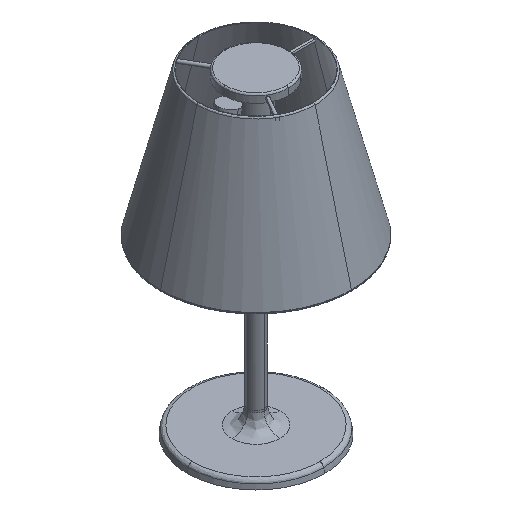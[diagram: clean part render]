
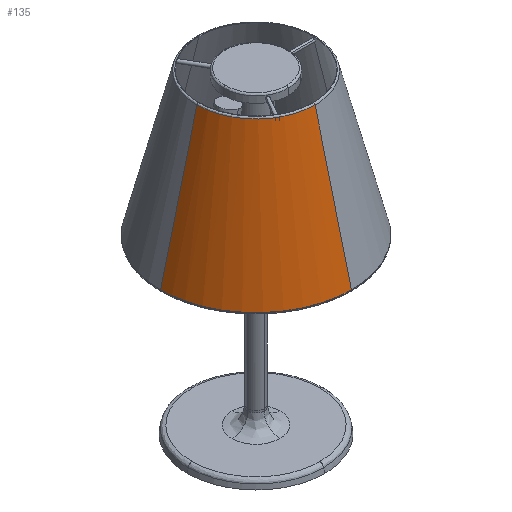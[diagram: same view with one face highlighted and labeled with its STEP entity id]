
A CAD part, isometric view. The second image highlights one B-rep face of the part: STEP entity #135.
In plain terms, the highlighted free-form (B-spline) face has degree [2, 1] with [3, 2] control points.
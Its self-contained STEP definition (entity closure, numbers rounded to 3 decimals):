
#135=ADVANCED_FACE($,(#259),#1511,.T.);
#259=FACE_OUTER_BOUND($,#383,.T.);
#383=EDGE_LOOP($,(#596,#597,#598,#599));
#596=ORIENTED_EDGE($,*,*,#1082,.F.);
#597=ORIENTED_EDGE($,*,*,#1079,.F.);
#598=ORIENTED_EDGE($,*,*,#1075,.F.);
#599=ORIENTED_EDGE($,*,*,#1064,.T.);
#1064=EDGE_CURVE($,#1325,#1333,#1654,.T.);
#1075=EDGE_CURVE($,#1325,#1338,#1663,.T.);
#1079=EDGE_CURVE($,#1338,#1340,#1667,.T.);
#1082=EDGE_CURVE($,#1340,#1333,#1670,.T.);
#1325=VERTEX_POINT($,#2439);
#1333=VERTEX_POINT($,#2447);
#1338=VERTEX_POINT($,#2452);
#1340=VERTEX_POINT($,#2454);
#1511=(
BOUNDED_SURFACE()
B_SPLINE_SURFACE(2,1,((#2417,#2418),(#2419,#2420),(#2421,#2422)),.UNSPECIFIED.,
.F.,.F.,.F.)
B_SPLINE_SURFACE_WITH_KNOTS((3,3),(2,2),(197.961,296.941),
(295.657,477.318),.UNSPECIFIED.)
GEOMETRIC_REPRESENTATION_ITEM()
RATIONAL_B_SPLINE_SURFACE(((1.,1.),(0.707,0.707),(1.,
1.)))
REPRESENTATION_ITEM($)
SURFACE()
);
#1654=(
BOUNDED_CURVE()
B_SPLINE_CURVE(1,(#2204,#2205),.UNSPECIFIED.,.F.,.F.)
B_SPLINE_CURVE_WITH_KNOTS((2,2),(-199.827,-18.166),.UNSPECIFIED.)
CURVE()
GEOMETRIC_REPRESENTATION_ITEM()
RATIONAL_B_SPLINE_CURVE((1.,1.))
REPRESENTATION_ITEM($)
);
#1663=(
BOUNDED_CURVE()
B_SPLINE_CURVE(2,(#2238,#2239,#2240),.UNSPECIFIED.,.F.,.F.)
B_SPLINE_CURVE_WITH_KNOTS((3,3),(-709.414,-532.061),.UNSPECIFIED.)
CURVE()
GEOMETRIC_REPRESENTATION_ITEM()
RATIONAL_B_SPLINE_CURVE((1.,0.707,1.))
REPRESENTATION_ITEM($)
);
#1667=(
BOUNDED_CURVE()
B_SPLINE_CURVE(1,(#2250,#2251),.UNSPECIFIED.,.F.,.F.)
B_SPLINE_CURVE_WITH_KNOTS((2,2),(-477.318,-295.657),.UNSPECIFIED.)
CURVE()
GEOMETRIC_REPRESENTATION_ITEM()
RATIONAL_B_SPLINE_CURVE((1.,1.))
REPRESENTATION_ITEM($)
);
#1670=(
BOUNDED_CURVE()
B_SPLINE_CURVE(2,(#2257,#2258,#2259),.UNSPECIFIED.,.F.,.F.)
B_SPLINE_CURVE_WITH_KNOTS((3,3),(-326.585,-217.723),.UNSPECIFIED.)
CURVE()
GEOMETRIC_REPRESENTATION_ITEM()
RATIONAL_B_SPLINE_CURVE((1.,0.707,1.))
REPRESENTATION_ITEM($)
);
#2204=CARTESIAN_POINT($,(0.,-118.238,216.918));
#2205=CARTESIAN_POINT($,(0.,-73.238,392.917));
#2238=CARTESIAN_POINT($,(0.,-118.238,216.918));
#2239=CARTESIAN_POINT($,(-118.238,-118.238,216.918));
#2240=CARTESIAN_POINT($,(-118.238,0.,216.918));
#2250=CARTESIAN_POINT($,(-118.238,0.,216.918));
#2251=CARTESIAN_POINT($,(-73.238,0.,392.917));
#2257=CARTESIAN_POINT($,(-73.238,0.,392.917));
#2258=CARTESIAN_POINT($,(-73.238,-73.238,392.917));
#2259=CARTESIAN_POINT($,(0.,-73.238,392.917));
#2417=CARTESIAN_POINT($,(0.,-73.238,392.917));
#2418=CARTESIAN_POINT($,(0.,-118.238,216.918));
#2419=CARTESIAN_POINT($,(-73.238,-73.238,392.917));
#2420=CARTESIAN_POINT($,(-118.238,-118.238,216.918));
#2421=CARTESIAN_POINT($,(-73.238,0.,392.917));
#2422=CARTESIAN_POINT($,(-118.238,0.,216.918));
#2439=CARTESIAN_POINT($,(0.,-118.238,216.918));
#2447=CARTESIAN_POINT($,(0.,-73.238,392.917));
#2452=CARTESIAN_POINT($,(-118.238,0.,216.918));
#2454=CARTESIAN_POINT($,(-73.238,0.,392.917));
